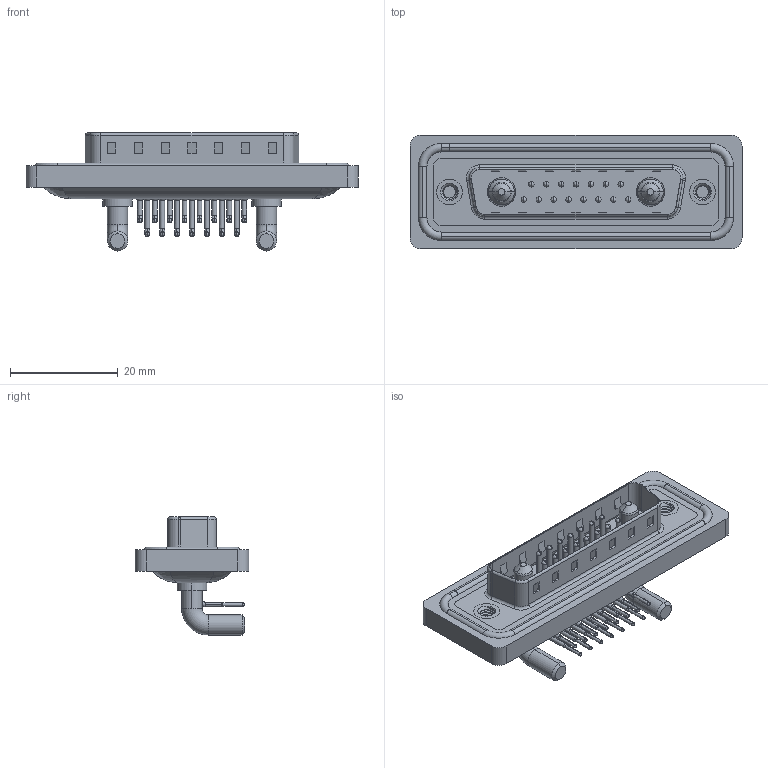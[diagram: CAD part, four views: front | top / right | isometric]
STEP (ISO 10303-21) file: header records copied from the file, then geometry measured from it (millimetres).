
FILE_DESCRIPTION (( 'STEP AP203' ), '1' );
FILE_NAME ('629W17W2140-4N2.STEP', '2024-04-11T16:53:43', ( '' ), ( '' ), 'SwSTEP 2.0', 'SolidWorks 2023', '' );
FILE_SCHEMA (( 'CONFIG_CONTROL_DESIGN' ));
Length unit declared in the file: millimetre
Products named in the file (9): 629W17W2140-4N2; 629Combo Shell Front_25 Contacts; Power Pin_40A RA; 629Combo Waterproof Housing_25 Contacts; 629Combo Threaded Rivet_2; 629Combo Housing_17W2; 629Combo Shell Rear_25 Contacts; 629Combo Contact Row 2; 629Combo Contact Row 1
Assembly tree (23 placements, depth 2):
  629W17W2140-4N2
    629Combo Housing_17W2
    629Combo Shell Rear_25 Contacts
    629Combo Shell Front_25 Contacts
    629Combo Waterproof Housing_25 Contacts
    629Combo Threaded Rivet_2  x2
    Power Pin_40A RA  x2
    629Combo Contact Row 1  x7
    629Combo Contact Row 2  x8
Bounding box: 61.75 x 21.1 x 21.98 mm (x, y, z)
Volume: 7668.9 mm3; surface area: 12689.1 mm2
Topology: 26 solids, 26 shells, 2219 faces, 6085 edges, 3937 vertices
Faces by surface type: plane 1189, cylinder 770, bspline 102, cone 86, torus 72
Entity records: 28406 total; most frequent: CARTESIAN_POINT 6405, DIRECTION 4490, ORIENTED_EDGE 4204, EDGE_CURVE 2102, AXIS2_PLACEMENT_3D 1631, VERTEX_POINT 1355, LINE 1228, VECTOR 1228
